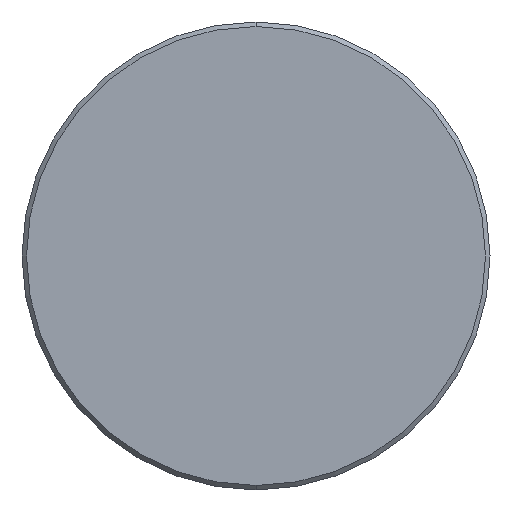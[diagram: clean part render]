
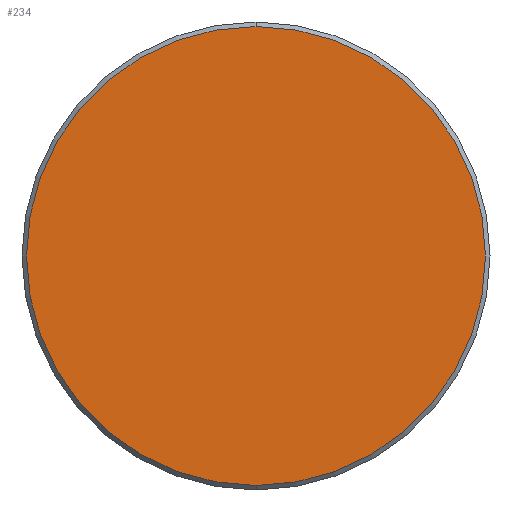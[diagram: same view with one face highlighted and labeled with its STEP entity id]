
A CAD part, left-side view. The second image highlights one B-rep face of the part: STEP entity #234.
In plain terms, the highlighted planar face has unit normal (-1, 0, 0).
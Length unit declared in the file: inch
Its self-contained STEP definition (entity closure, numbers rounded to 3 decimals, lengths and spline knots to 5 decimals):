
#10 = AXIS2_PLACEMENT_3D ( 'NONE', #134, #394, #538 ) ;
#67 = ORIENTED_EDGE ( 'NONE', *, *, #145, .T. ) ;
#103 = AXIS2_PLACEMENT_3D ( 'NONE', #481, #345, #851 ) ;
#134 = CARTESIAN_POINT ( 'NONE',  ( -4.84, 0., 0. ) ) ;
#144 = AXIS2_PLACEMENT_3D ( 'NONE', #371, #726, #654 ) ;
#145 = EDGE_CURVE ( 'NONE', #413, #293, #757, .T. ) ;
#234 = ADVANCED_FACE ( 'NONE', ( #496 ), #343, .T. ) ;
#249 = CARTESIAN_POINT ( 'NONE',  ( -4.84, 0., -1.2295 ) ) ;
#254 = EDGE_LOOP ( 'NONE', ( #427, #67 ) ) ;
#293 = VERTEX_POINT ( 'NONE', #249 ) ;
#343 = PLANE ( 'NONE',  #103 ) ;
#345 = DIRECTION ( 'NONE',  ( -1., 0., 0. ) ) ;
#371 = CARTESIAN_POINT ( 'NONE',  ( -4.84, 0., 0. ) ) ;
#394 = DIRECTION ( 'NONE',  ( -1., 0., 0. ) ) ;
#413 = VERTEX_POINT ( 'NONE', #512 ) ;
#427 = ORIENTED_EDGE ( 'NONE', *, *, #921, .T. ) ;
#481 = CARTESIAN_POINT ( 'NONE',  ( -4.84, 1.2595, 0. ) ) ;
#496 = FACE_OUTER_BOUND ( 'NONE', #254, .T. ) ;
#512 = CARTESIAN_POINT ( 'NONE',  ( -4.84, 0., 1.2295 ) ) ;
#538 = DIRECTION ( 'NONE',  ( 0., 0., 1. ) ) ;
#654 = DIRECTION ( 'NONE',  ( 0., 0., 1. ) ) ;
#726 = DIRECTION ( 'NONE',  ( -1., 0., 0. ) ) ;
#757 = CIRCLE ( 'NONE', #10, 1.2295 ) ;
#851 = DIRECTION ( 'NONE',  ( 0., 0., 1. ) ) ;
#881 = CIRCLE ( 'NONE', #144, 1.2295 ) ;
#921 = EDGE_CURVE ( 'NONE', #293, #413, #881, .T. ) ;
